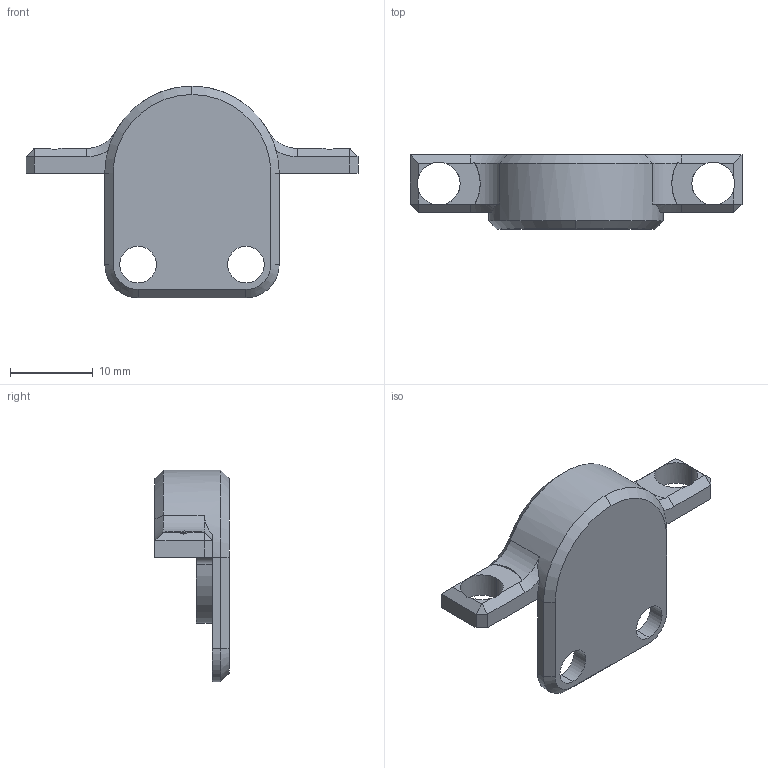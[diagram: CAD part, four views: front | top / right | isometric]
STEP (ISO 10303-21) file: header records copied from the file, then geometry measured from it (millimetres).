
FILE_DESCRIPTION (( 'STEP AP214' ), '1' );
FILE_NAME ('苤虯粣創坶.STEP', '2025-05-17T15:50:38', ( 'wsy' ), ( '' ), 'SwSTEP 2.0', 'SolidWorks 2020', '' );
FILE_SCHEMA (( 'AUTOMOTIVE_DESIGN' ));
Length unit declared in the file: millimetre
Products named in the file (1): 苤虯粣創坶
Bounding box: 40 x 8.93 x 25.5 mm (x, y, z)
Volume: 2001.1 mm3; surface area: 1843.7 mm2
Topology: 1 solids, 1 shells, 63 faces, 167 edges, 104 vertices
Faces by surface type: plane 32, cylinder 22, cone 9
Entity records: 2031 total; most frequent: CARTESIAN_POINT 424, ORIENTED_EDGE 334, DIRECTION 331, EDGE_CURVE 167, AXIS2_PLACEMENT_3D 121, VERTEX_POINT 104, VECTOR 89, LINE 89
